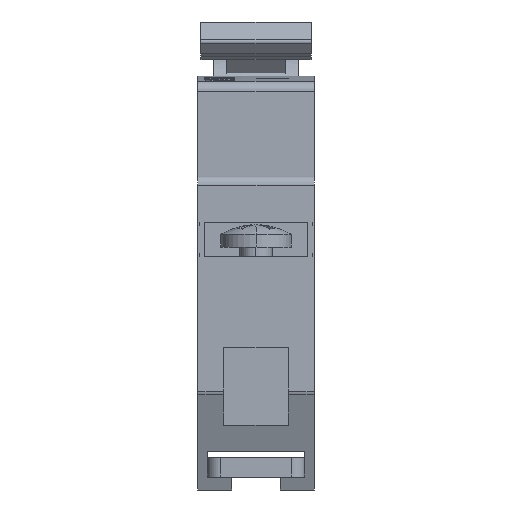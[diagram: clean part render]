
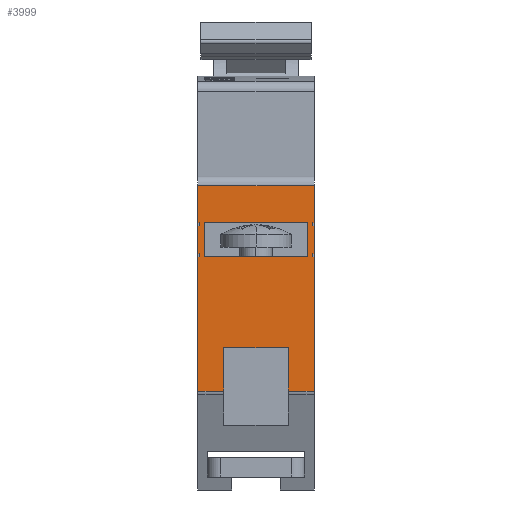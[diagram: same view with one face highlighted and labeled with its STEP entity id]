
A CAD part, left-side view. The second image highlights one B-rep face of the part: STEP entity #3999.
In plain terms, the highlighted planar face has unit normal (-1, 0, 0).
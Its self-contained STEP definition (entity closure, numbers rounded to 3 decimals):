
#154=DIRECTION('',(0.,0.,-1.));
#155=VECTOR('',#154,20.711);
#156=CARTESIAN_POINT('',(-43.75,-9.,-12.5));
#157=LINE('',#156,#155);
#158=DIRECTION('',(0.,0.,-1.));
#159=VECTOR('',#158,5.7);
#160=CARTESIAN_POINT('',(-43.75,-9.,-1.5));
#161=LINE('',#160,#159);
#956=DIRECTION('',(0.,-1.,0.));
#957=VECTOR('',#956,18.);
#958=CARTESIAN_POINT('',(-43.75,9.,-1.5));
#959=LINE('',#958,#957);
#964=DIRECTION('',(0.,0.,-1.));
#965=VECTOR('',#964,20.711);
#966=CARTESIAN_POINT('',(-43.75,9.,-12.5));
#967=LINE('',#966,#965);
#968=DIRECTION('',(0.,-1.,0.));
#969=VECTOR('',#968,0.2);
#970=CARTESIAN_POINT('',(-43.75,9.,-12.));
#971=LINE('',#970,#969);
#972=DIRECTION('',(0.,0.,-1.));
#973=VECTOR('',#972,4.3);
#974=CARTESIAN_POINT('',(-43.75,9.,-7.7));
#975=LINE('',#974,#973);
#976=DIRECTION('',(0.,-1.,0.));
#977=VECTOR('',#976,0.2);
#978=CARTESIAN_POINT('',(-43.75,9.,-7.2));
#979=LINE('',#978,#977);
#980=DIRECTION('',(0.,0.,-1.));
#981=VECTOR('',#980,5.7);
#982=CARTESIAN_POINT('',(-43.75,9.,-1.5));
#983=LINE('',#982,#981);
#984=DIRECTION('',(0.,1.,0.));
#985=VECTOR('',#984,0.2);
#986=CARTESIAN_POINT('',(-43.75,-9.,-7.7));
#987=LINE('',#986,#985);
#988=DIRECTION('',(0.,1.,0.));
#989=VECTOR('',#988,0.2);
#990=CARTESIAN_POINT('',(-43.75,-9.,-12.5));
#991=LINE('',#990,#989);
#992=DIRECTION('',(0.,-1.,0.));
#993=VECTOR('',#992,16.);
#994=CARTESIAN_POINT('',(-43.75,8.,-7.2));
#995=LINE('',#994,#993);
#996=DIRECTION('',(0.,0.,1.));
#997=VECTOR('',#996,5.3);
#998=CARTESIAN_POINT('',(-43.75,8.,-12.5));
#999=LINE('',#998,#997);
#1008=DIRECTION('',(0.,0.,1.));
#1009=VECTOR('',#1008,6.711);
#1010=CARTESIAN_POINT('',(-43.75,-5.,-33.211));
#1011=LINE('',#1010,#1009);
#1261=DIRECTION('',(0.,1.,0.));
#1262=VECTOR('',#1261,4.);
#1263=CARTESIAN_POINT('',(-43.75,5.,-33.211));
#1264=LINE('',#1263,#1262);
#1265=DIRECTION('',(0.,0.,-1.));
#1266=VECTOR('',#1265,6.711);
#1267=CARTESIAN_POINT('',(-43.75,5.,-26.5));
#1268=LINE('',#1267,#1266);
#1282=DIRECTION('',(0.,1.,0.));
#1283=VECTOR('',#1282,10.);
#1284=CARTESIAN_POINT('',(-43.75,-5.,-26.5));
#1285=LINE('',#1284,#1283);
#1318=DIRECTION('',(0.,1.,0.));
#1319=VECTOR('',#1318,4.);
#1320=CARTESIAN_POINT('',(-43.75,-9.,-33.211));
#1321=LINE('',#1320,#1319);
#1326=DIRECTION('',(0.,-1.,0.));
#1327=VECTOR('',#1326,0.2);
#1328=CARTESIAN_POINT('',(-43.75,9.,-12.5));
#1329=LINE('',#1328,#1327);
#1350=DIRECTION('',(0.,0.,1.));
#1351=VECTOR('',#1350,0.5);
#1352=CARTESIAN_POINT('',(-43.75,8.8,-7.7));
#1353=LINE('',#1352,#1351);
#1366=DIRECTION('',(0.,0.,1.));
#1367=VECTOR('',#1366,0.5);
#1368=CARTESIAN_POINT('',(-43.75,8.8,-12.5));
#1369=LINE('',#1368,#1367);
#1382=DIRECTION('',(0.,-1.,0.));
#1383=VECTOR('',#1382,0.2);
#1384=CARTESIAN_POINT('',(-43.75,9.,-7.7));
#1385=LINE('',#1384,#1383);
#1406=DIRECTION('',(0.,1.,0.));
#1407=VECTOR('',#1406,0.2);
#1408=CARTESIAN_POINT('',(-43.75,-9.,-7.2));
#1409=LINE('',#1408,#1407);
#1426=DIRECTION('',(0.,0.,-1.));
#1427=VECTOR('',#1426,0.5);
#1428=CARTESIAN_POINT('',(-43.75,-8.8,-7.2));
#1429=LINE('',#1428,#1427);
#1442=DIRECTION('',(0.,0.,-1.));
#1443=VECTOR('',#1442,0.5);
#1444=CARTESIAN_POINT('',(-43.75,-8.8,-12.));
#1445=LINE('',#1444,#1443);
#1462=DIRECTION('',(0.,1.,0.));
#1463=VECTOR('',#1462,0.2);
#1464=CARTESIAN_POINT('',(-43.75,-9.,-12.));
#1465=LINE('',#1464,#1463);
#1466=DIRECTION('',(0.,0.,-1.));
#1467=VECTOR('',#1466,4.3);
#1468=CARTESIAN_POINT('',(-43.75,-9.,-7.7));
#1469=LINE('',#1468,#1467);
#1486=DIRECTION('',(0.,-1.,0.));
#1487=VECTOR('',#1486,10.);
#1488=CARTESIAN_POINT('',(-43.75,5.,-12.505));
#1489=LINE('',#1488,#1487);
#1510=DIRECTION('',(0.,-1.,-0.002));
#1511=VECTOR('',#1510,3.);
#1512=CARTESIAN_POINT('',(-43.75,8.,-12.5));
#1513=LINE('',#1512,#1511);
#1544=DIRECTION('',(0.,0.,1.));
#1545=VECTOR('',#1544,5.3);
#1546=CARTESIAN_POINT('',(-43.75,-8.,-12.5));
#1547=LINE('',#1546,#1545);
#1556=DIRECTION('',(0.,-1.,0.002));
#1557=VECTOR('',#1556,3.);
#1558=CARTESIAN_POINT('',(-43.75,-5.,-12.505));
#1559=LINE('',#1558,#1557);
#2068=CARTESIAN_POINT('',(-43.75,-9.,-1.5));
#2069=VERTEX_POINT('',#2068);
#2070=CARTESIAN_POINT('',(-43.75,-9.,-7.2));
#2071=VERTEX_POINT('',#2070);
#2076=CARTESIAN_POINT('',(-43.75,-9.,-12.5));
#2077=VERTEX_POINT('',#2076);
#2078=CARTESIAN_POINT('',(-43.75,-9.,-33.211));
#2079=VERTEX_POINT('',#2078);
#2127=CARTESIAN_POINT('',(-43.75,9.,-7.7));
#2129=VERTEX_POINT('',#2127);
#2130=CARTESIAN_POINT('',(-43.75,8.8,-7.7));
#2131=VERTEX_POINT('',#2130);
#2142=CARTESIAN_POINT('',(-43.75,-5.,-33.211));
#2143=VERTEX_POINT('',#2142);
#2144=CARTESIAN_POINT('',(-43.75,-5.,-26.5));
#2145=VERTEX_POINT('',#2144);
#2150=CARTESIAN_POINT('',(-43.75,9.,-12.5));
#2151=VERTEX_POINT('',#2150);
#2152=CARTESIAN_POINT('',(-43.75,8.8,-12.5));
#2153=VERTEX_POINT('',#2152);
#2170=CARTESIAN_POINT('',(-43.75,5.,-26.5));
#2171=CARTESIAN_POINT('',(-43.75,5.,-33.211));
#2172=VERTEX_POINT('',#2170);
#2173=VERTEX_POINT('',#2171);
#2198=CARTESIAN_POINT('',(-43.75,-8.8,-12.5));
#2199=VERTEX_POINT('',#2198);
#2212=CARTESIAN_POINT('',(-43.75,-8.8,-7.2));
#2213=VERTEX_POINT('',#2212);
#2226=CARTESIAN_POINT('',(-43.75,9.,-1.5));
#2227=VERTEX_POINT('',#2226);
#2240=CARTESIAN_POINT('',(-43.75,-8.,-7.2));
#2242=VERTEX_POINT('',#2240);
#2244=CARTESIAN_POINT('',(-43.75,8.,-7.2));
#2245=VERTEX_POINT('',#2244);
#2248=CARTESIAN_POINT('',(-43.75,-8.,-12.5));
#2250=VERTEX_POINT('',#2248);
#2262=CARTESIAN_POINT('',(-43.75,9.,-33.211));
#2263=VERTEX_POINT('',#2262);
#2266=CARTESIAN_POINT('',(-43.75,-5.,-12.505));
#2267=VERTEX_POINT('',#2266);
#2277=CARTESIAN_POINT('',(-43.75,-9.,-12.));
#2279=VERTEX_POINT('',#2277);
#2282=CARTESIAN_POINT('',(-43.75,-9.,-7.7));
#2283=VERTEX_POINT('',#2282);
#2288=CARTESIAN_POINT('',(-43.75,5.,-12.505));
#2289=VERTEX_POINT('',#2288);
#2320=CARTESIAN_POINT('',(-43.75,9.,-7.2));
#2321=VERTEX_POINT('',#2320);
#2332=CARTESIAN_POINT('',(-43.75,8.8,-7.2));
#2333=VERTEX_POINT('',#2332);
#2334=CARTESIAN_POINT('',(-43.75,8.8,-12.));
#2335=VERTEX_POINT('',#2334);
#2336=CARTESIAN_POINT('',(-43.75,-8.8,-12.));
#2337=VERTEX_POINT('',#2336);
#2342=CARTESIAN_POINT('',(-43.75,-8.8,-7.7));
#2343=VERTEX_POINT('',#2342);
#2349=CARTESIAN_POINT('',(-43.75,8.,-12.5));
#2351=VERTEX_POINT('',#2349);
#2354=CARTESIAN_POINT('',(-43.75,9.,-12.));
#2355=VERTEX_POINT('',#2354);
#3935=CARTESIAN_POINT('',(-43.75,-9.,0.));
#3936=DIRECTION('',(-1.,0.,0.));
#3937=DIRECTION('',(0.,0.,1.));
#3938=AXIS2_PLACEMENT_3D('',#3935,#3936,#3937);
#3939=PLANE('',#3938);
#3941=ORIENTED_EDGE('',*,*,#3940,.T.);
#3943=ORIENTED_EDGE('',*,*,#3942,.T.);
#3945=ORIENTED_EDGE('',*,*,#3944,.T.);
#3947=ORIENTED_EDGE('',*,*,#3946,.T.);
#3948=ORIENTED_EDGE('',*,*,#2723,.F.);
#3950=ORIENTED_EDGE('',*,*,#3949,.T.);
#3952=ORIENTED_EDGE('',*,*,#3951,.T.);
#3954=ORIENTED_EDGE('',*,*,#3953,.F.);
#3956=ORIENTED_EDGE('',*,*,#3955,.F.);
#3958=ORIENTED_EDGE('',*,*,#3957,.T.);
#3960=ORIENTED_EDGE('',*,*,#3959,.T.);
#3962=ORIENTED_EDGE('',*,*,#3961,.F.);
#3963=ORIENTED_EDGE('',*,*,#2715,.F.);
#3964=ORIENTED_EDGE('',*,*,#3921,.T.);
#3965=ORIENTED_EDGE('',*,*,#2562,.T.);
#3967=ORIENTED_EDGE('',*,*,#3966,.T.);
#3969=ORIENTED_EDGE('',*,*,#3968,.T.);
#3971=ORIENTED_EDGE('',*,*,#3970,.F.);
#3973=ORIENTED_EDGE('',*,*,#3972,.T.);
#3975=ORIENTED_EDGE('',*,*,#3974,.T.);
#3977=ORIENTED_EDGE('',*,*,#3976,.T.);
#3979=ORIENTED_EDGE('',*,*,#3978,.F.);
#3980=ORIENTED_EDGE('',*,*,#2554,.T.);
#3982=ORIENTED_EDGE('',*,*,#3981,.T.);
#3983=EDGE_LOOP('',(#3941,#3943,#3945,#3947,#3948,#3950,#3952,#3954,#3956,#3958,
#3960,#3962,#3963,#3964,#3965,#3967,#3969,#3971,#3973,#3975,#3977,#3979,#3980,
#3982));
#3984=FACE_OUTER_BOUND('',#3983,.F.);
#3986=ORIENTED_EDGE('',*,*,#3985,.T.);
#3988=ORIENTED_EDGE('',*,*,#3987,.T.);
#3990=ORIENTED_EDGE('',*,*,#3989,.T.);
#3992=ORIENTED_EDGE('',*,*,#3991,.F.);
#3994=ORIENTED_EDGE('',*,*,#3993,.F.);
#3996=ORIENTED_EDGE('',*,*,#3995,.T.);
#3997=EDGE_LOOP('',(#3986,#3988,#3990,#3992,#3994,#3996));
#3998=FACE_BOUND('',#3997,.F.);
#2554=EDGE_CURVE('',#2077,#2079,#157,.T.);
#2562=EDGE_CURVE('',#2069,#2071,#161,.T.);
#2715=EDGE_CURVE('',#2227,#2321,#983,.T.);
#2723=EDGE_CURVE('',#2151,#2263,#967,.T.);
#3921=EDGE_CURVE('',#2227,#2069,#959,.T.);
#3940=EDGE_CURVE('',#2143,#2145,#1011,.T.);
#3942=EDGE_CURVE('',#2145,#2172,#1285,.T.);
#3944=EDGE_CURVE('',#2172,#2173,#1268,.T.);
#3946=EDGE_CURVE('',#2173,#2263,#1264,.T.);
#3949=EDGE_CURVE('',#2151,#2153,#1329,.T.);
#3951=EDGE_CURVE('',#2153,#2335,#1369,.T.);
#3953=EDGE_CURVE('',#2355,#2335,#971,.T.);
#3955=EDGE_CURVE('',#2129,#2355,#975,.T.);
#3957=EDGE_CURVE('',#2129,#2131,#1385,.T.);
#3959=EDGE_CURVE('',#2131,#2333,#1353,.T.);
#3961=EDGE_CURVE('',#2321,#2333,#979,.T.);
#3966=EDGE_CURVE('',#2071,#2213,#1409,.T.);
#3968=EDGE_CURVE('',#2213,#2343,#1429,.T.);
#3970=EDGE_CURVE('',#2283,#2343,#987,.T.);
#3972=EDGE_CURVE('',#2283,#2279,#1469,.T.);
#3974=EDGE_CURVE('',#2279,#2337,#1465,.T.);
#3976=EDGE_CURVE('',#2337,#2199,#1445,.T.);
#3978=EDGE_CURVE('',#2077,#2199,#991,.T.);
#3981=EDGE_CURVE('',#2079,#2143,#1321,.T.);
#3985=EDGE_CURVE('',#2289,#2267,#1489,.T.);
#3987=EDGE_CURVE('',#2267,#2250,#1559,.T.);
#3989=EDGE_CURVE('',#2250,#2242,#1547,.T.);
#3991=EDGE_CURVE('',#2245,#2242,#995,.T.);
#3993=EDGE_CURVE('',#2351,#2245,#999,.T.);
#3995=EDGE_CURVE('',#2351,#2289,#1513,.T.);
#3999=ADVANCED_FACE('',(#3984,#3998),#3939,.T.);
